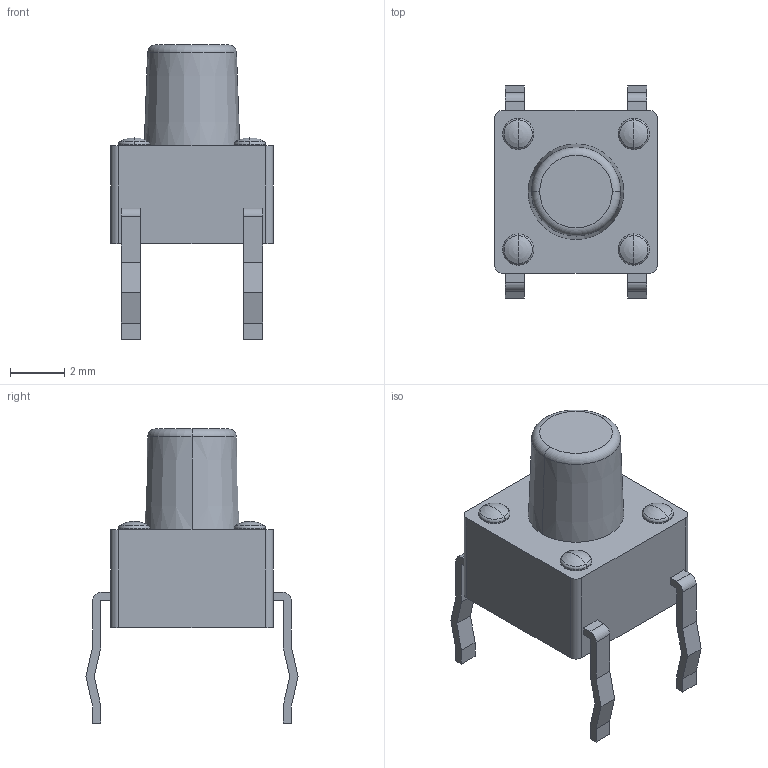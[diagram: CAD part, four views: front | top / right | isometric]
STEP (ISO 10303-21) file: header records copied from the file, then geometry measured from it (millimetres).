
FILE_DESCRIPTION((''),'2;1');
FILE_NAME('C-1-1825910-8','2011-11-15T',('workeradm'),('Tyco Electronics Ltd.'),'PRO/ENGINEER BY PARAMETRIC TECHNOLOGY CORPORATION, 2010430','PRO/ENGINEER BY PARAMETRIC TECHNOLOGY CORPORATION, 2010430','');
FILE_SCHEMA(('AUTOMOTIVE_DESIGN { 1 0 10303 214 1 1 1 1 }'));
Length unit declared in the file: millimetre
Products named in the file (1): C-1-1825910-8
Bounding box: 5.99 x 7.8 x 10.81 mm (x, y, z)
Volume: 167.2 mm3; surface area: 236.2 mm2
Topology: 1 solids, 1 shells, 99 faces, 266 edges, 170 vertices
Faces by surface type: plane 59, cylinder 20, torus 10, sphere 8, cone 2
Entity records: 3321 total; most frequent: DIRECTION 536, CARTESIAN_POINT 529, ORIENTED_EDGE 516, EDGE_CURVE 258, AXIS2_PLACEMENT_3D 179, VECTOR 178, LINE 178, VERTEX_POINT 170
